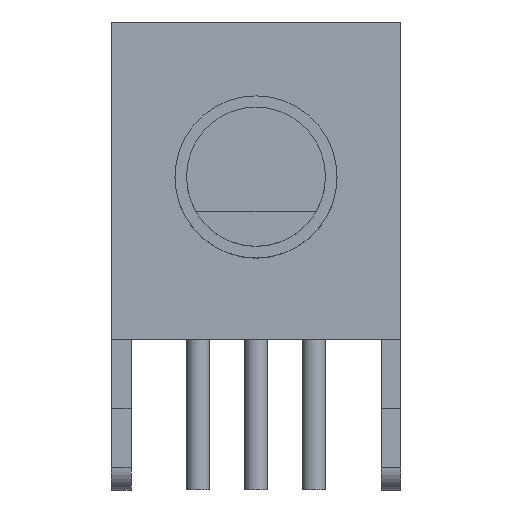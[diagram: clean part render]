
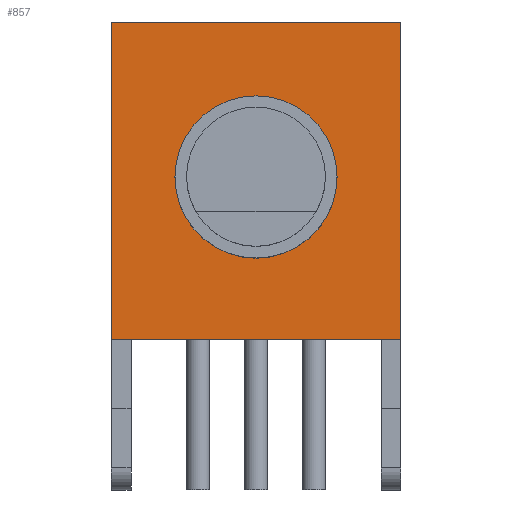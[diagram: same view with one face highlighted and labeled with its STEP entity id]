
A CAD part, top view. The second image highlights one B-rep face of the part: STEP entity #857.
In plain terms, the highlighted planar face has unit normal (0, 0, 1).
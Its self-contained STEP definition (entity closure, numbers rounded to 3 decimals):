
#20=FACE_BOUND('',#155,.T.);
#37=CIRCLE('',#883,3.5);
#102=FACE_OUTER_BOUND('',#154,.T.);
#154=EDGE_LOOP('',(#725,#726,#727,#728));
#155=EDGE_LOOP('',(#729));
#218=LINE('',#1359,#303);
#226=LINE('',#1377,#311);
#236=LINE('',#1395,#321);
#241=LINE('',#1405,#326);
#303=VECTOR('',#1124,10.);
#311=VECTOR('',#1138,10.);
#321=VECTOR('',#1156,10.);
#326=VECTOR('',#1171,10.);
#334=VERTEX_POINT('',#1199);
#388=VERTEX_POINT('',#1356);
#389=VERTEX_POINT('',#1358);
#395=VERTEX_POINT('',#1374);
#396=VERTEX_POINT('',#1376);
#412=EDGE_CURVE('',#334,#334,#37,.T.);
#487=EDGE_CURVE('',#389,#388,#218,.T.);
#496=EDGE_CURVE('',#395,#396,#226,.T.);
#506=EDGE_CURVE('',#395,#389,#236,.T.);
#511=EDGE_CURVE('',#396,#388,#241,.T.);
#725=ORIENTED_EDGE('',*,*,#506,.T.);
#726=ORIENTED_EDGE('',*,*,#487,.T.);
#727=ORIENTED_EDGE('',*,*,#511,.F.);
#728=ORIENTED_EDGE('',*,*,#496,.F.);
#729=ORIENTED_EDGE('',*,*,#412,.T.);
#767=PLANE('',#943);
#857=ADVANCED_FACE('',(#102,#20),#767,.T.);
#883=AXIS2_PLACEMENT_3D('',#1201,#973,#974);
#943=AXIS2_PLACEMENT_3D('',#1406,#1172,#1173);
#973=DIRECTION('center_axis',(0.,0.,-1.));
#974=DIRECTION('ref_axis',(1.,0.,0.));
#1124=DIRECTION('',(0.,1.,0.));
#1138=DIRECTION('',(0.,1.,0.));
#1156=DIRECTION('',(1.,0.,0.));
#1171=DIRECTION('',(1.,0.,0.));
#1172=DIRECTION('center_axis',(0.,0.,1.));
#1173=DIRECTION('ref_axis',(1.,0.,0.));
#1199=CARTESIAN_POINT('',(-3.5,10.,6.));
#1201=CARTESIAN_POINT('Origin',(0.,10.,6.));
#1356=CARTESIAN_POINT('',(6.25,16.7,6.));
#1358=CARTESIAN_POINT('',(6.25,3.,6.));
#1359=CARTESIAN_POINT('',(6.25,0.,6.));
#1374=CARTESIAN_POINT('',(-6.25,3.,6.));
#1376=CARTESIAN_POINT('',(-6.25,16.7,6.));
#1377=CARTESIAN_POINT('',(-6.25,0.,6.));
#1395=CARTESIAN_POINT('',(-6.25,3.,6.));
#1405=CARTESIAN_POINT('',(-6.25,16.7,6.));
#1406=CARTESIAN_POINT('Origin',(-6.25,0.,6.));
